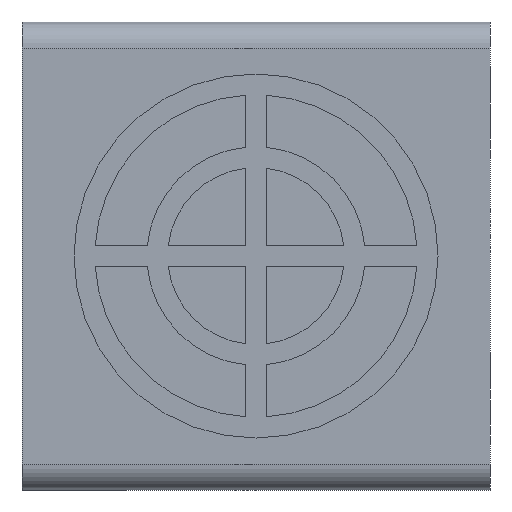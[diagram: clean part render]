
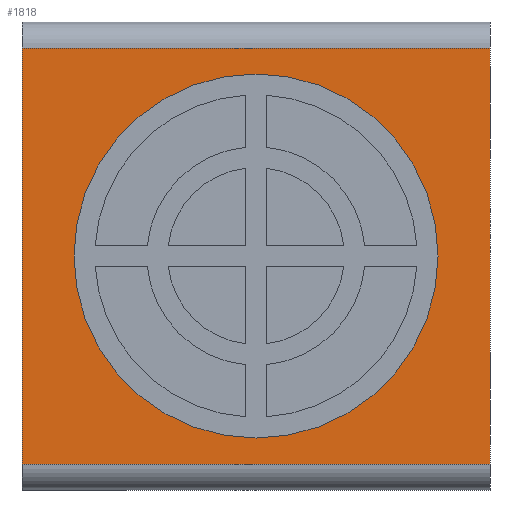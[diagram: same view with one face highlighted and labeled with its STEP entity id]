
A CAD part, left-side view. The second image highlights one B-rep face of the part: STEP entity #1818.
In plain terms, the highlighted planar face has unit normal (-1, 0, 0).
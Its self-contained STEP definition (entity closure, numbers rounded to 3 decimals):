
#14 = FACE_BOUND ( 'NONE', #1059, .T. ) ;
#28 = CARTESIAN_POINT ( 'NONE',  ( 0., 0., -8. ) ) ;
#60 = VERTEX_POINT ( 'NONE', #28 ) ;
#121 = VERTEX_POINT ( 'NONE', #682 ) ;
#144 = LINE ( 'NONE', #258, #2187 ) ;
#146 = DIRECTION ( 'NONE',  ( 0., 0., -1. ) ) ;
#209 = ORIENTED_EDGE ( 'NONE', *, *, #2170, .F. ) ;
#211 = CIRCLE ( 'NONE', #1817, 7. ) ;
#227 = CARTESIAN_POINT ( 'NONE',  ( 0., 9., -7. ) ) ;
#258 = CARTESIAN_POINT ( 'NONE',  ( 0., 18., 8. ) ) ;
#265 = LINE ( 'NONE', #1355, #717 ) ;
#269 = DIRECTION ( 'NONE',  ( 0., 1., 0. ) ) ;
#366 = VERTEX_POINT ( 'NONE', #1387 ) ;
#419 = DIRECTION ( 'NONE',  ( -1., 0., 0. ) ) ;
#451 = EDGE_CURVE ( 'NONE', #366, #60, #1144, .T. ) ;
#453 = VERTEX_POINT ( 'NONE', #936 ) ;
#499 = CARTESIAN_POINT ( 'NONE',  ( 0., 9., 7. ) ) ;
#505 = VECTOR ( 'NONE', #146, 1000. ) ;
#555 = VERTEX_POINT ( 'NONE', #227 ) ;
#632 = AXIS2_PLACEMENT_3D ( 'NONE', #757, #419, #754 ) ;
#640 = EDGE_CURVE ( 'NONE', #555, #691, #211, .T. ) ;
#649 = EDGE_CURVE ( 'NONE', #691, #555, #1796, .T. ) ;
#682 = CARTESIAN_POINT ( 'NONE',  ( 0., 0., 8. ) ) ;
#686 = DIRECTION ( 'NONE',  ( 0., 0., 1. ) ) ;
#691 = VERTEX_POINT ( 'NONE', #499 ) ;
#706 = ORIENTED_EDGE ( 'NONE', *, *, #1021, .F. ) ;
#717 = VECTOR ( 'NONE', #844, 1000. ) ;
#754 = DIRECTION ( 'NONE',  ( 0., 0., 1. ) ) ;
#757 = CARTESIAN_POINT ( 'NONE',  ( 0., 0., 0. ) ) ;
#844 = DIRECTION ( 'NONE',  ( 0., 0., 1. ) ) ;
#853 = DIRECTION ( 'NONE',  ( -1., 0., 0. ) ) ;
#862 = CARTESIAN_POINT ( 'NONE',  ( 0., 9., 0. ) ) ;
#936 = CARTESIAN_POINT ( 'NONE',  ( 0., 18., 8. ) ) ;
#1021 = EDGE_CURVE ( 'NONE', #121, #60, #1352, .T. ) ;
#1026 = CARTESIAN_POINT ( 'NONE',  ( 0., 0., 9. ) ) ;
#1059 = EDGE_LOOP ( 'NONE', ( #1882, #1810 ) ) ;
#1116 = EDGE_LOOP ( 'NONE', ( #209, #1523, #706, #1797 ) ) ;
#1144 = LINE ( 'NONE', #2128, #1200 ) ;
#1200 = VECTOR ( 'NONE', #1945, 1000. ) ;
#1352 = LINE ( 'NONE', #1026, #505 ) ;
#1355 = CARTESIAN_POINT ( 'NONE',  ( 0., 18., 9. ) ) ;
#1387 = CARTESIAN_POINT ( 'NONE',  ( 0., 18., -8. ) ) ;
#1424 = PLANE ( 'NONE',  #632 ) ;
#1523 = ORIENTED_EDGE ( 'NONE', *, *, #451, .T. ) ;
#1580 = EDGE_CURVE ( 'NONE', #121, #453, #144, .T. ) ;
#1593 = AXIS2_PLACEMENT_3D ( 'NONE', #2032, #853, #1865 ) ;
#1657 = FACE_OUTER_BOUND ( 'NONE', #1116, .T. ) ;
#1796 = CIRCLE ( 'NONE', #1593, 7. ) ;
#1797 = ORIENTED_EDGE ( 'NONE', *, *, #1580, .T. ) ;
#1810 = ORIENTED_EDGE ( 'NONE', *, *, #640, .F. ) ;
#1817 = AXIS2_PLACEMENT_3D ( 'NONE', #862, #1871, #686 ) ;
#1818 = ADVANCED_FACE ( 'NONE', ( #14, #1657 ), #1424, .T. ) ;
#1865 = DIRECTION ( 'NONE',  ( 0., 0., 1. ) ) ;
#1871 = DIRECTION ( 'NONE',  ( -1., 0., 0. ) ) ;
#1882 = ORIENTED_EDGE ( 'NONE', *, *, #649, .F. ) ;
#1945 = DIRECTION ( 'NONE',  ( 0., -1., 0. ) ) ;
#2032 = CARTESIAN_POINT ( 'NONE',  ( 0., 9., 0. ) ) ;
#2128 = CARTESIAN_POINT ( 'NONE',  ( 0., 0., -8. ) ) ;
#2170 = EDGE_CURVE ( 'NONE', #366, #453, #265, .T. ) ;
#2187 = VECTOR ( 'NONE', #269, 1000. ) ;
